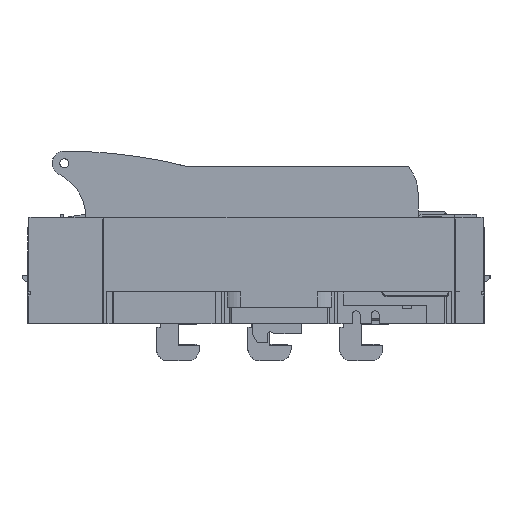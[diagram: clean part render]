
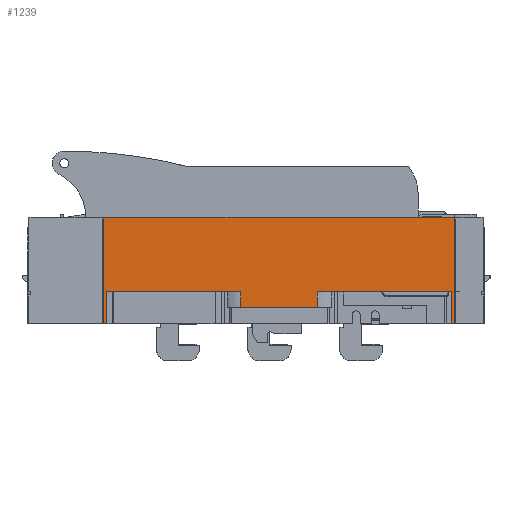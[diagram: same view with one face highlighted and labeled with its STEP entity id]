
A CAD part, front view. The second image highlights one B-rep face of the part: STEP entity #1239.
In plain terms, the highlighted planar face has unit normal (0, -1, 0).
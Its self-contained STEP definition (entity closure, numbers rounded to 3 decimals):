
#1148=AXIS2_PLACEMENT_3D('Plane Axis2P3D',#1145,#1146,#1147) ;
#1108=CARTESIAN_POINT('Vertex',(-113.,-92.,21.)) ;
#1111=CARTESIAN_POINT('Line Origine',(-113.,-92.,10.5)) ;
#1115=CARTESIAN_POINT('Vertex',(-113.,-92.,0.)) ;
#1145=CARTESIAN_POINT('Axis2P3D Location',(0.,-92.,0.)) ;
#1150=CARTESIAN_POINT('Line Origine',(0.,-92.,0.)) ;
#1154=CARTESIAN_POINT('Vertex',(-115.,-92.,0.)) ;
#1157=CARTESIAN_POINT('Line Origine',(0.,-92.,21.)) ;
#1161=CARTESIAN_POINT('Vertex',(-25.,-92.,21.)) ;
#1164=CARTESIAN_POINT('Line Origine',(-25.,-92.,35.)) ;
#1168=CARTESIAN_POINT('Vertex',(-25.,-92.,11.)) ;
#1171=CARTESIAN_POINT('Line Origine',(0.,-92.,11.)) ;
#1175=CARTESIAN_POINT('Vertex',(25.,-92.,11.)) ;
#1178=CARTESIAN_POINT('Line Origine',(25.,-92.,35.)) ;
#1182=CARTESIAN_POINT('Vertex',(25.,-92.,21.)) ;
#1185=CARTESIAN_POINT('Line Origine',(0.,-92.,21.)) ;
#1189=CARTESIAN_POINT('Vertex',(113.,-92.,21.)) ;
#1192=CARTESIAN_POINT('Line Origine',(113.,-92.,35.)) ;
#1196=CARTESIAN_POINT('Vertex',(113.,-92.,0.)) ;
#1199=CARTESIAN_POINT('Line Origine',(0.,-92.,0.)) ;
#1203=CARTESIAN_POINT('Vertex',(115.,-92.,0.)) ;
#1206=CARTESIAN_POINT('Line Origine',(115.,-92.,35.)) ;
#1210=CARTESIAN_POINT('Vertex',(115.,-92.,70.)) ;
#1213=CARTESIAN_POINT('Line Origine',(0.,-92.,70.)) ;
#1217=CARTESIAN_POINT('Vertex',(-115.,-92.,70.)) ;
#1220=CARTESIAN_POINT('Line Origine',(-115.,-92.,35.)) ;
#1112=DIRECTION('Vector Direction',(0.,0.,1.)) ;
#1146=DIRECTION('Axis2P3D Direction',(0.,1.,0.)) ;
#1147=DIRECTION('Axis2P3D XDirection',(0.,0.,1.)) ;
#1151=DIRECTION('Vector Direction',(1.,0.,0.)) ;
#1158=DIRECTION('Vector Direction',(1.,0.,0.)) ;
#1165=DIRECTION('Vector Direction',(0.,0.,1.)) ;
#1172=DIRECTION('Vector Direction',(1.,0.,0.)) ;
#1179=DIRECTION('Vector Direction',(0.,0.,1.)) ;
#1186=DIRECTION('Vector Direction',(1.,0.,0.)) ;
#1193=DIRECTION('Vector Direction',(0.,0.,1.)) ;
#1200=DIRECTION('Vector Direction',(1.,0.,0.)) ;
#1207=DIRECTION('Vector Direction',(0.,0.,1.)) ;
#1214=DIRECTION('Vector Direction',(1.,0.,0.)) ;
#1221=DIRECTION('Vector Direction',(0.,0.,1.)) ;
#1113=VECTOR('Line Direction',#1112,1.) ;
#1152=VECTOR('Line Direction',#1151,1.) ;
#1159=VECTOR('Line Direction',#1158,1.) ;
#1166=VECTOR('Line Direction',#1165,1.) ;
#1173=VECTOR('Line Direction',#1172,1.) ;
#1180=VECTOR('Line Direction',#1179,1.) ;
#1187=VECTOR('Line Direction',#1186,1.) ;
#1194=VECTOR('Line Direction',#1193,1.) ;
#1201=VECTOR('Line Direction',#1200,1.) ;
#1208=VECTOR('Line Direction',#1207,1.) ;
#1215=VECTOR('Line Direction',#1214,1.) ;
#1222=VECTOR('Line Direction',#1221,1.) ;
#1226=ORIENTED_EDGE('',*,*,#1156,.F.) ;
#1227=ORIENTED_EDGE('',*,*,#1117,.T.) ;
#1228=ORIENTED_EDGE('',*,*,#1163,.T.) ;
#1229=ORIENTED_EDGE('',*,*,#1170,.T.) ;
#1230=ORIENTED_EDGE('',*,*,#1177,.T.) ;
#1231=ORIENTED_EDGE('',*,*,#1184,.T.) ;
#1232=ORIENTED_EDGE('',*,*,#1191,.T.) ;
#1233=ORIENTED_EDGE('',*,*,#1198,.T.) ;
#1234=ORIENTED_EDGE('',*,*,#1205,.T.) ;
#1235=ORIENTED_EDGE('',*,*,#1212,.T.) ;
#1236=ORIENTED_EDGE('',*,*,#1219,.T.) ;
#1237=ORIENTED_EDGE('',*,*,#1224,.T.) ;
#1239=ADVANCED_FACE('Hauptkoerper nicht benutzen',(#1238),#1149,.F.) ;
#1117=EDGE_CURVE('',#1116,#1109,#1114,.T.) ;
#1156=EDGE_CURVE('',#1116,#1155,#1153,.F.) ;
#1163=EDGE_CURVE('',#1109,#1162,#1160,.T.) ;
#1170=EDGE_CURVE('',#1162,#1169,#1167,.F.) ;
#1177=EDGE_CURVE('',#1169,#1176,#1174,.T.) ;
#1184=EDGE_CURVE('',#1176,#1183,#1181,.T.) ;
#1191=EDGE_CURVE('',#1183,#1190,#1188,.T.) ;
#1198=EDGE_CURVE('',#1190,#1197,#1195,.F.) ;
#1205=EDGE_CURVE('',#1197,#1204,#1202,.T.) ;
#1212=EDGE_CURVE('',#1204,#1211,#1209,.T.) ;
#1219=EDGE_CURVE('',#1211,#1218,#1216,.F.) ;
#1224=EDGE_CURVE('',#1218,#1155,#1223,.F.) ;
#1225=EDGE_LOOP('',(#1226,#1227,#1228,#1229,#1230,#1231,#1232,#1233,#1234,#1235,#1236,#1237)) ;
#1238=FACE_OUTER_BOUND('',#1225,.T.) ;
#1114=LINE('Line',#1111,#1113) ;
#1153=LINE('Line',#1150,#1152) ;
#1160=LINE('Line',#1157,#1159) ;
#1167=LINE('Line',#1164,#1166) ;
#1174=LINE('Line',#1171,#1173) ;
#1181=LINE('Line',#1178,#1180) ;
#1188=LINE('Line',#1185,#1187) ;
#1195=LINE('Line',#1192,#1194) ;
#1202=LINE('Line',#1199,#1201) ;
#1209=LINE('Line',#1206,#1208) ;
#1216=LINE('Line',#1213,#1215) ;
#1223=LINE('Line',#1220,#1222) ;
#1149=PLANE('',#1148) ;
#1109=VERTEX_POINT('',#1108) ;
#1116=VERTEX_POINT('',#1115) ;
#1155=VERTEX_POINT('',#1154) ;
#1162=VERTEX_POINT('',#1161) ;
#1169=VERTEX_POINT('',#1168) ;
#1176=VERTEX_POINT('',#1175) ;
#1183=VERTEX_POINT('',#1182) ;
#1190=VERTEX_POINT('',#1189) ;
#1197=VERTEX_POINT('',#1196) ;
#1204=VERTEX_POINT('',#1203) ;
#1211=VERTEX_POINT('',#1210) ;
#1218=VERTEX_POINT('',#1217) ;
